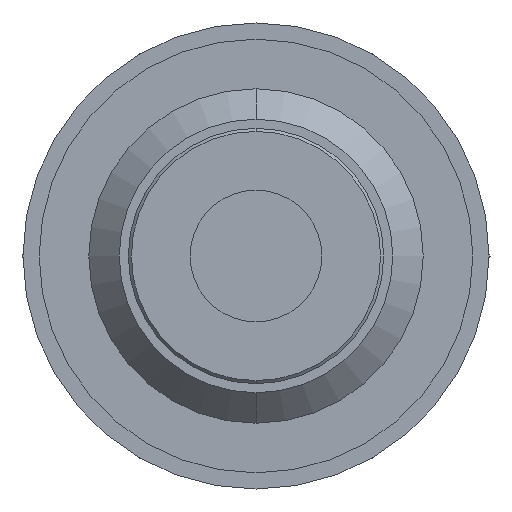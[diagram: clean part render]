
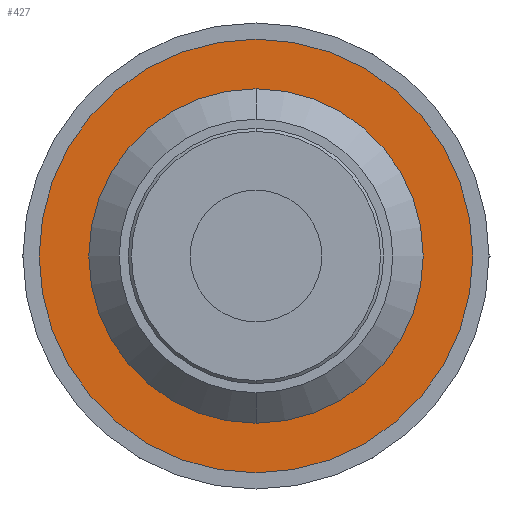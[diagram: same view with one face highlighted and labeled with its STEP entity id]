
A CAD part, front view. The second image highlights one B-rep face of the part: STEP entity #427.
In plain terms, the highlighted planar face has unit normal (0, -1, 0).
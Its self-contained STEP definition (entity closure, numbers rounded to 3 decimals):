
#41 = EDGE_CURVE ( 'NONE', #42, #109, #647, .T. ) ;
#42 = VERTEX_POINT ( 'NONE', #635 ) ;
#109 = VERTEX_POINT ( 'NONE', #676 ) ;
#165 = VERTEX_POINT ( 'NONE', #776 ) ;
#167 = VERTEX_POINT ( 'NONE', #763 ) ;
#184 = EDGE_CURVE ( 'NONE', #167, #165, #857, .T. ) ;
#232 = EDGE_LOOP ( 'NONE', ( #372, #373 ) ) ;
#235 = EDGE_CURVE ( 'NONE', #165, #167, #903, .T. ) ;
#303 = ORIENTED_EDGE ( 'NONE', *, *, #41, .T. ) ;
#372 = ORIENTED_EDGE ( 'NONE', *, *, #184, .F. ) ;
#373 = ORIENTED_EDGE ( 'NONE', *, *, #235, .F. ) ;
#427 = ADVANCED_FACE ( 'NONE', ( #1026, #1025 ), #1024, .T. ) ;
#443 = EDGE_LOOP ( 'NONE', ( #303, #521 ) ) ;
#459 = EDGE_CURVE ( 'NONE', #109, #42, #1328, .T. ) ;
#521 = ORIENTED_EDGE ( 'NONE', *, *, #459, .T. ) ;
#635 = CARTESIAN_POINT ( 'NONE',  ( 0., 7., -10.7 ) ) ;
#643 = DIRECTION ( 'NONE',  ( 0., 0., -1. ) ) ;
#644 = DIRECTION ( 'NONE',  ( 0., -1., 0. ) ) ;
#645 = CARTESIAN_POINT ( 'NONE',  ( 0., 7., 0. ) ) ;
#646 = AXIS2_PLACEMENT_3D ( 'NONE', #645, #644, #643 ) ;
#647 = CIRCLE ( 'NONE', #646, 10.7 ) ;
#676 = CARTESIAN_POINT ( 'NONE',  ( 0., 7., 10.7 ) ) ;
#763 = CARTESIAN_POINT ( 'NONE',  ( 0., 7., -8.25 ) ) ;
#776 = CARTESIAN_POINT ( 'NONE',  ( 0., 7., 8.25 ) ) ;
#853 = DIRECTION ( 'NONE',  ( 0., 0., -1. ) ) ;
#854 = DIRECTION ( 'NONE',  ( 0., -1., 0. ) ) ;
#855 = CARTESIAN_POINT ( 'NONE',  ( 0., 7., 0. ) ) ;
#856 = AXIS2_PLACEMENT_3D ( 'NONE', #855, #854, #853 ) ;
#857 = CIRCLE ( 'NONE', #856, 8.25 ) ;
#899 = DIRECTION ( 'NONE',  ( 0., 0., -1. ) ) ;
#900 = DIRECTION ( 'NONE',  ( 0., -1., 0. ) ) ;
#901 = CARTESIAN_POINT ( 'NONE',  ( 0., 7., 0. ) ) ;
#902 = AXIS2_PLACEMENT_3D ( 'NONE', #901, #900, #899 ) ;
#903 = CIRCLE ( 'NONE', #902, 8.25 ) ;
#1019 = DIRECTION ( 'NONE',  ( 0., 0., -1. ) ) ;
#1020 = DIRECTION ( 'NONE',  ( 0., -1., 0. ) ) ;
#1021 = CARTESIAN_POINT ( 'NONE',  ( 6.75, 7., 0. ) ) ;
#1023 = AXIS2_PLACEMENT_3D ( 'NONE', #1021, #1020, #1019 ) ;
#1024 = PLANE ( 'NONE',  #1023 ) ;
#1025 = FACE_OUTER_BOUND ( 'NONE', #443, .T. ) ;
#1026 = FACE_BOUND ( 'NONE', #232, .T. ) ;
#1324 = DIRECTION ( 'NONE',  ( 0., 0., -1. ) ) ;
#1325 = DIRECTION ( 'NONE',  ( 0., -1., 0. ) ) ;
#1326 = CARTESIAN_POINT ( 'NONE',  ( 0., 7., 0. ) ) ;
#1327 = AXIS2_PLACEMENT_3D ( 'NONE', #1326, #1325, #1324 ) ;
#1328 = CIRCLE ( 'NONE', #1327, 10.7 ) ;
